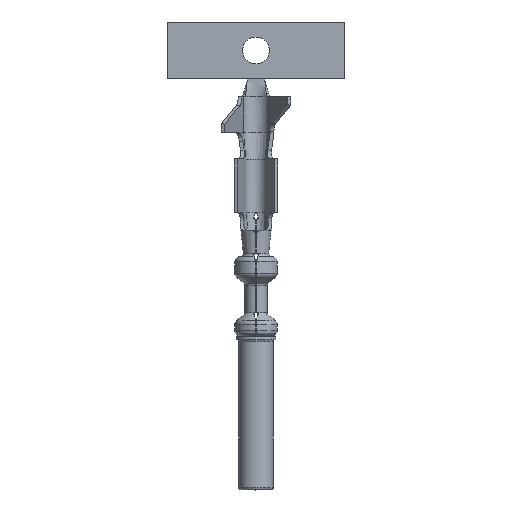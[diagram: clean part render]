
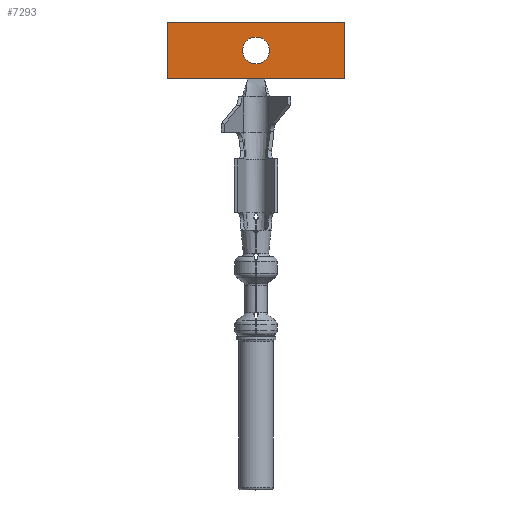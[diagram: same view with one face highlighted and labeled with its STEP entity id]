
A CAD part, top view. The second image highlights one B-rep face of the part: STEP entity #7293.
In plain terms, the highlighted planar face has unit normal (0, 0, 1).
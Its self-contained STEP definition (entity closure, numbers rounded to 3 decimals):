
#2043=CARTESIAN_POINT('',(-0.5,9.689,-0.95));
#2044=VERTEX_POINT('',#2043);
#2307=CARTESIAN_POINT('',(0.5,9.689,-0.95));
#2308=VERTEX_POINT('',#2307);
#2316=CARTESIAN_POINT('',(0.5,9.689,-0.95));
#2317=DIRECTION('',(-1.,0.,0.));
#2318=VECTOR('',#2317,1.);
#2319=LINE('',#2316,#2318);
#2320=EDGE_CURVE('',#2308,#2044,#2319,.T.);
#7236=CARTESIAN_POINT('',(0.,14.689,-0.95));
#7237=DIRECTION('',(1.,0.,0.));
#7238=DIRECTION('',(0.,0.,1.));
#7239=AXIS2_PLACEMENT_3D('',#7236,#7238,#7237);
#7240=PLANE('',#7239);
#7241=CARTESIAN_POINT('',(-5.,9.689,-0.95));
#7242=VERTEX_POINT('',#7241);
#7243=CARTESIAN_POINT('',(-5.,9.689,-0.95));
#7244=DIRECTION('',(1.,0.,0.));
#7245=VECTOR('',#7244,4.5);
#7246=LINE('',#7243,#7245);
#7247=EDGE_CURVE('',#7242,#2044,#7246,.T.);
#7248=ORIENTED_EDGE('',*,*,#7247,.T.);
#7249=ORIENTED_EDGE('',*,*,#2320,.F.);
#7250=CARTESIAN_POINT('',(5.,9.689,-0.95));
#7251=VERTEX_POINT('',#7250);
#7252=CARTESIAN_POINT('',(0.5,9.689,-0.95));
#7253=DIRECTION('',(1.,0.,0.));
#7254=VECTOR('',#7253,4.5);
#7255=LINE('',#7252,#7254);
#7256=EDGE_CURVE('',#2308,#7251,#7255,.T.);
#7257=ORIENTED_EDGE('',*,*,#7256,.T.);
#7258=CARTESIAN_POINT('',(5.,12.889,-0.95));
#7259=VERTEX_POINT('',#7258);
#7260=CARTESIAN_POINT('',(5.,9.689,-0.95));
#7261=DIRECTION('',(0.,1.,0.));
#7262=VECTOR('',#7261,3.2);
#7263=LINE('',#7260,#7262);
#7264=EDGE_CURVE('',#7251,#7259,#7263,.T.);
#7265=ORIENTED_EDGE('',*,*,#7264,.T.);
#7266=CARTESIAN_POINT('',(-5.,12.889,-0.95));
#7267=VERTEX_POINT('',#7266);
#7268=CARTESIAN_POINT('',(5.,12.889,-0.95));
#7269=DIRECTION('',(-1.,0.,0.));
#7270=VECTOR('',#7269,10.);
#7271=LINE('',#7268,#7270);
#7272=EDGE_CURVE('',#7259,#7267,#7271,.T.);
#7273=ORIENTED_EDGE('',*,*,#7272,.T.);
#7274=CARTESIAN_POINT('',(-5.,12.889,-0.95));
#7275=DIRECTION('',(0.,-1.,0.));
#7276=VECTOR('',#7275,3.2);
#7277=LINE('',#7274,#7276);
#7278=EDGE_CURVE('',#7267,#7242,#7277,.T.);
#7279=ORIENTED_EDGE('',*,*,#7278,.T.);
#7280=EDGE_LOOP('',(#7248,#7249,#7257,#7265,#7273,#7279));
#7281=FACE_OUTER_BOUND('',#7280,.T.);
#7282=CARTESIAN_POINT('',(0.75,11.289,-0.95));
#7283=VERTEX_POINT('',#7282);
#7284=CARTESIAN_POINT('',(0.,11.289,-0.95));
#7285=DIRECTION('',(1.,0.,0.));
#7286=DIRECTION('',(0.,0.,-1.));
#7287=AXIS2_PLACEMENT_3D('',#7284,#7286,#7285);
#7288=CIRCLE('',#7287,0.75);
#7289=EDGE_CURVE('',#7283,#7283,#7288,.T.);
#7290=ORIENTED_EDGE('',*,*,#7289,.T.);
#7291=EDGE_LOOP('',(#7290));
#7292=FACE_BOUND('',#7291,.T.);
#7293=ADVANCED_FACE('',(#7281,#7292),#7240,.T.);
